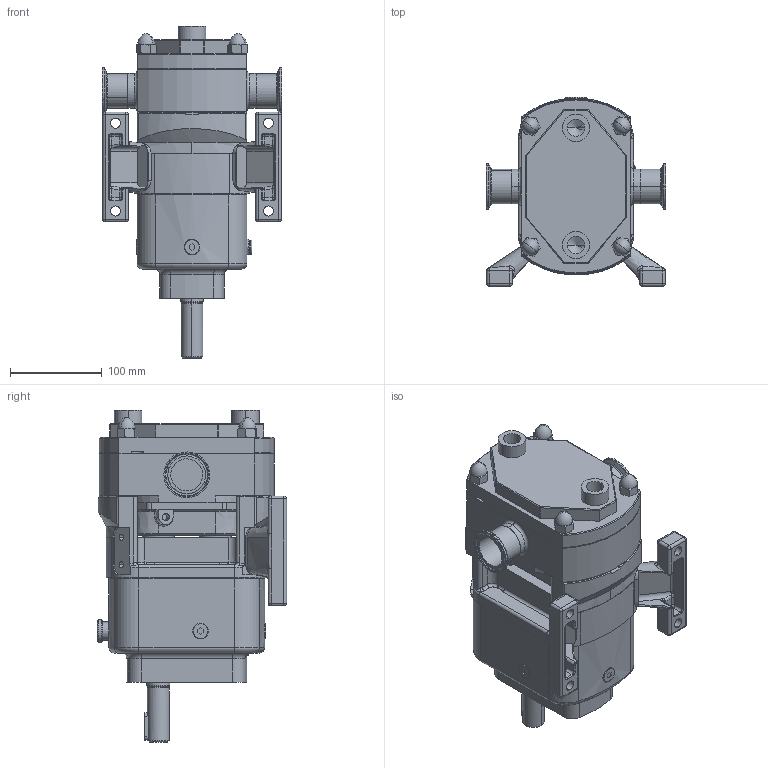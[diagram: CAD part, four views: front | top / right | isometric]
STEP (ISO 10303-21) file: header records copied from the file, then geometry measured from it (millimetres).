
FILE_DESCRIPTION (( 'STEP AP214' ), '1' );
FILE_NAME ('GA3730.STEP', '2024-11-07T16:15:17', ( '' ), ( '' ), 'SwSTEP 2.0', 'SolidWorks 2023', '' );
FILE_SCHEMA (( 'AUTOMOTIVE_DESIGN' ));
Length unit declared in the file: millimetre
Products named in the file (4): Copy of CP-MP20 Half Inch BSP Jacket^GA3730; GA3730; Copy of Z94-5121-22 - 1.5 INCH^GA3730; Copy of CP20-0020-12 H T^GA3730
Assembly tree (4 placements, depth 2):
  GA3730
    Copy of CP20-0020-12 H T^GA3730
    Copy of Z94-5121-22 - 1.5 INCH^GA3730  x2
    Copy of CP-MP20 Half Inch BSP Jacket^GA3730
Bounding box: 196 x 206.69 x 362.54 mm (x, y, z)
Volume: 4980686.4 mm3; surface area: 338039 mm2
Topology: 4 solids, 4 shells, 875 faces, 2129 edges, 1248 vertices
Faces by surface type: cylinder 308, plane 265, torus 94, cone 86, bspline 84, sphere 38
Entity records: 32331 total; most frequent: CARTESIAN_POINT 12898, ORIENTED_EDGE 4086, DIRECTION 4076, EDGE_CURVE 2043, AXIS2_PLACEMENT_3D 1648, VERTEX_POINT 1224, EDGE_LOOP 907, CIRCLE 871
